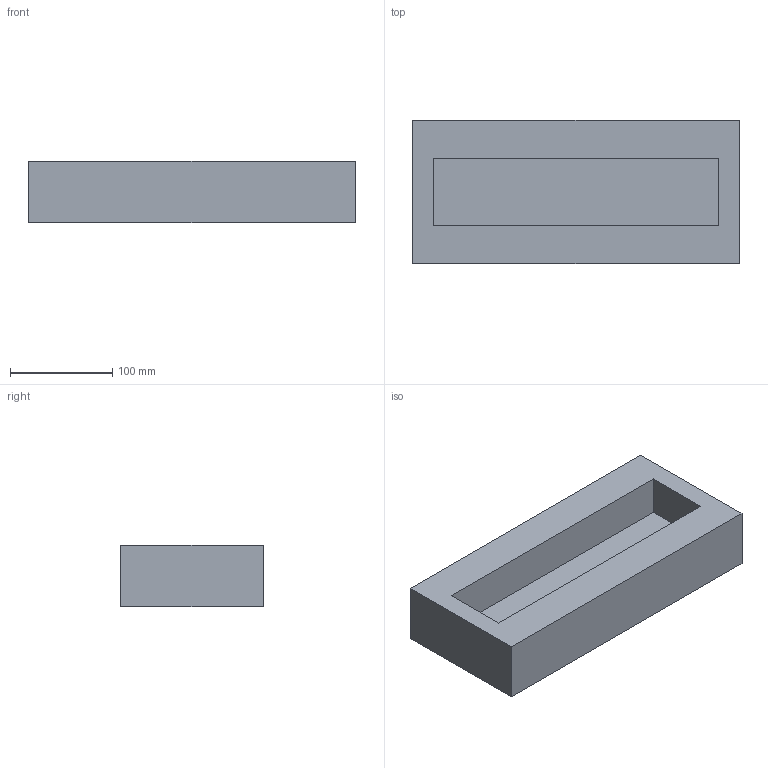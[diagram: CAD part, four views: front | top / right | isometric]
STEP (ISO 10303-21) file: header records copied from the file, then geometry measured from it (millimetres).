
FILE_DESCRIPTION (( 'STEP AP214' ), '1' );
FILE_NAME ('MS001-C.07.012SL.1.1 MS001-B珆尨ん湴紩蹬.step', '2021-08-27T12:20:08', ( '' ), ( '' ), 'SwSTEP 2.0', 'SolidWorks 2016', '' );
FILE_SCHEMA (( 'AUTOMOTIVE_DESIGN' ));
Length unit declared in the file: millimetre
Products named in the file (1): MS001-C.07.012SL.1.1 MS001-B珆尨ん湴紩蹬
Bounding box: 320 x 140 x 60 mm (x, y, z)
Volume: 1948800 mm3; surface area: 172480 mm2
Topology: 1 solids, 1 shells, 11 faces, 24 edges, 16 vertices
Faces by surface type: plane 11
Entity records: 332 total; most frequent: CARTESIAN_POINT 52, DIRECTION 48, ORIENTED_EDGE 48, EDGE_CURVE 24, VECTOR 24, LINE 24, VERTEX_POINT 16, EDGE_LOOP 12
